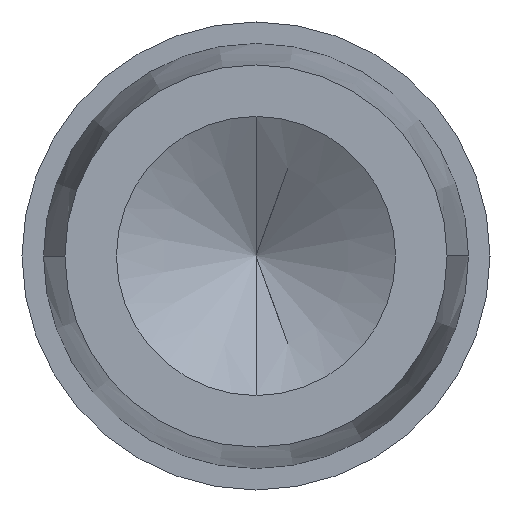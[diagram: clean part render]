
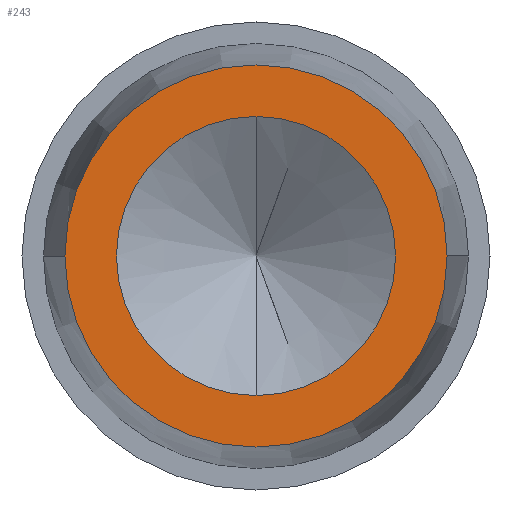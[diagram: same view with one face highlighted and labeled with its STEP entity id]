
A CAD part, left-side view. The second image highlights one B-rep face of the part: STEP entity #243.
In plain terms, the highlighted planar face has unit normal (-1, 0, 0).
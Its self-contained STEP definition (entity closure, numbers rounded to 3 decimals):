
#6 = ORIENTED_EDGE ( 'NONE', *, *, #311, .F. ) ;
#13 = FACE_BOUND ( 'NONE', #183, .T. ) ;
#21 = DIRECTION ( 'NONE',  ( -1., 0., 0. ) ) ;
#35 = CARTESIAN_POINT ( 'NONE',  ( -1.7, 0., -0.65 ) ) ;
#39 = DIRECTION ( 'NONE',  ( 0., -1., 0. ) ) ;
#52 = CARTESIAN_POINT ( 'NONE',  ( -1.7, -0.89, 0. ) ) ;
#54 = CARTESIAN_POINT ( 'NONE',  ( -1.7, 0., 0. ) ) ;
#60 = CARTESIAN_POINT ( 'NONE',  ( -1.7, 0.89, 0. ) ) ;
#71 = AXIS2_PLACEMENT_3D ( 'NONE', #418, #85, #39 ) ;
#77 = EDGE_CURVE ( 'NONE', #393, #363, #111, .T. ) ;
#85 = DIRECTION ( 'NONE',  ( -1., 0., 0. ) ) ;
#94 = AXIS2_PLACEMENT_3D ( 'NONE', #137, #269, #139 ) ;
#111 = CIRCLE ( 'NONE', #94, 0.89 ) ;
#123 = AXIS2_PLACEMENT_3D ( 'NONE', #378, #347, #431 ) ;
#137 = CARTESIAN_POINT ( 'NONE',  ( -1.7, 0., 0. ) ) ;
#139 = DIRECTION ( 'NONE',  ( 0., -1., 0. ) ) ;
#178 = CIRCLE ( 'NONE', #390, 0.65 ) ;
#183 = EDGE_LOOP ( 'NONE', ( #6, #283 ) ) ;
#190 = DIRECTION ( 'NONE',  ( -1., 0., 0. ) ) ;
#195 = ORIENTED_EDGE ( 'NONE', *, *, #211, .T. ) ;
#211 = EDGE_CURVE ( 'NONE', #363, #393, #427, .T. ) ;
#212 = ORIENTED_EDGE ( 'NONE', *, *, #77, .T. ) ;
#220 = VERTEX_POINT ( 'NONE', #35 ) ;
#243 = ADVANCED_FACE ( 'NONE', ( #13, #291 ), #293, .F. ) ;
#257 = AXIS2_PLACEMENT_3D ( 'NONE', #296, #21, #439 ) ;
#269 = DIRECTION ( 'NONE',  ( -1., 0., 0. ) ) ;
#283 = ORIENTED_EDGE ( 'NONE', *, *, #314, .F. ) ;
#291 = FACE_OUTER_BOUND ( 'NONE', #435, .T. ) ;
#293 = PLANE ( 'NONE',  #123 ) ;
#296 = CARTESIAN_POINT ( 'NONE',  ( -1.7, 0., 0. ) ) ;
#311 = EDGE_CURVE ( 'NONE', #333, #220, #178, .T. ) ;
#314 = EDGE_CURVE ( 'NONE', #220, #333, #446, .T. ) ;
#333 = VERTEX_POINT ( 'NONE', #361 ) ;
#347 = DIRECTION ( 'NONE',  ( 1., 0., 0. ) ) ;
#361 = CARTESIAN_POINT ( 'NONE',  ( -1.7, 0., 0.65 ) ) ;
#363 = VERTEX_POINT ( 'NONE', #52 ) ;
#378 = CARTESIAN_POINT ( 'NONE',  ( -1.7, 0., 0. ) ) ;
#390 = AXIS2_PLACEMENT_3D ( 'NONE', #54, #190, #409 ) ;
#393 = VERTEX_POINT ( 'NONE', #60 ) ;
#409 = DIRECTION ( 'NONE',  ( 0., 0., 1. ) ) ;
#418 = CARTESIAN_POINT ( 'NONE',  ( -1.7, 0., 0. ) ) ;
#427 = CIRCLE ( 'NONE', #71, 0.89 ) ;
#431 = DIRECTION ( 'NONE',  ( 0., 1., 0. ) ) ;
#435 = EDGE_LOOP ( 'NONE', ( #195, #212 ) ) ;
#439 = DIRECTION ( 'NONE',  ( 0., 0., 1. ) ) ;
#446 = CIRCLE ( 'NONE', #257, 0.65 ) ;
